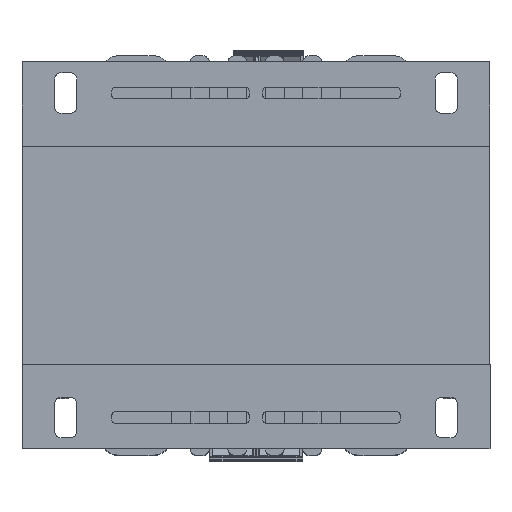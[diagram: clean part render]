
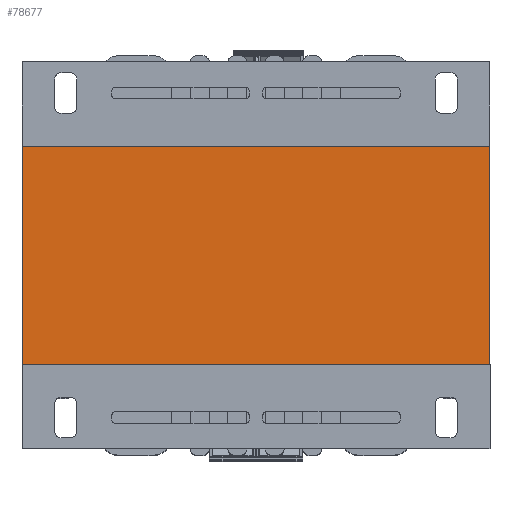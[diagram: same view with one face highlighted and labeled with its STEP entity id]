
A CAD part, top view. The second image highlights one B-rep face of the part: STEP entity #78677.
In plain terms, the highlighted planar face has unit normal (0, 0, 1).
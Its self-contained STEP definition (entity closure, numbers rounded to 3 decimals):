
#2632=FACE_OUTER_BOUND('',#6647,.T.);
#6647=EDGE_LOOP('',(#49043,#49044,#49045,#49046));
#10832=LINE('',#108516,#20619);
#10853=LINE('',#108566,#20640);
#10856=LINE('',#108572,#20643);
#10857=LINE('',#108573,#20644);
#20619=VECTOR('',#88233,10.);
#20640=VECTOR('',#88272,1.);
#20643=VECTOR('',#88277,1.);
#20644=VECTOR('',#88278,1.);
#30405=VERTEX_POINT('',#108512);
#30407=VERTEX_POINT('',#108515);
#30427=VERTEX_POINT('',#108565);
#30429=VERTEX_POINT('',#108571);
#37741=EDGE_CURVE('',#30407,#30405,#10832,.T.);
#37766=EDGE_CURVE('',#30407,#30427,#10853,.T.);
#37769=EDGE_CURVE('',#30405,#30429,#10856,.T.);
#37770=EDGE_CURVE('',#30429,#30427,#10857,.T.);
#49043=ORIENTED_EDGE('',*,*,#37769,.T.);
#49044=ORIENTED_EDGE('',*,*,#37770,.T.);
#49045=ORIENTED_EDGE('',*,*,#37766,.F.);
#49046=ORIENTED_EDGE('',*,*,#37741,.T.);
#71547=PLANE('',#82990);
#78677=ADVANCED_FACE('',(#2632),#71547,.T.);
#82990=AXIS2_PLACEMENT_3D('',#108570,#88275,#88276);
#88233=DIRECTION('',(-1.,0.,0.));
#88272=DIRECTION('',(0.,-1.,0.));
#88275=DIRECTION('center_axis',(0.,0.,1.));
#88276=DIRECTION('ref_axis',(0.,-1.,0.));
#88277=DIRECTION('',(0.,-1.,0.));
#88278=DIRECTION('',(1.,0.,0.));
#108512=CARTESIAN_POINT('',(615.285,-284.691,87.5));
#108515=CARTESIAN_POINT('',(765.285,-284.691,87.5));
#108516=CARTESIAN_POINT('',(652.785,-284.691,87.5));
#108565=CARTESIAN_POINT('',(765.285,-354.691,87.5));
#108566=CARTESIAN_POINT('',(765.285,-254.691,87.5));
#108570=CARTESIAN_POINT('Origin',(615.285,-254.691,87.5));
#108571=CARTESIAN_POINT('',(615.285,-354.691,87.5));
#108572=CARTESIAN_POINT('',(615.285,-254.691,87.5));
#108573=CARTESIAN_POINT('',(765.285,-354.691,87.5));
